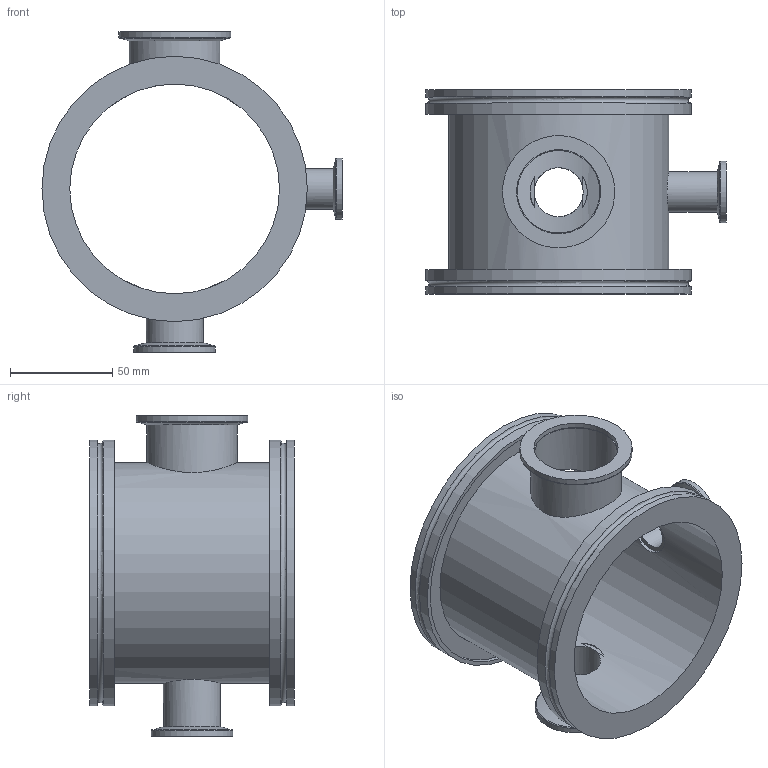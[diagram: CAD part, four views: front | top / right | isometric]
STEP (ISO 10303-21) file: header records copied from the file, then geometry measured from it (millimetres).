
FILE_DESCRIPTION((''),'2;1');
FILE_NAME('PF317210-X.stp','2010-02-26T13:13:41',('MARXMANKEL'),(''),'Autodesk Inventor 2009','Autodesk Inventor 2009','');
FILE_SCHEMA(('AUTOMOTIVE_DESIGN { 1 0 10303 214 1 1 1 1 }'));
Length unit declared in the file: millimetre
Products named in the file (1): PF317210-X
Bounding box: 147 x 100 x 157 mm (x, y, z)
Volume: 184954.2 mm3; surface area: 110515.7 mm2
Topology: 1 solids, 1 shells, 54 faces, 108 edges, 70 vertices
Faces by surface type: cylinder 27, plane 19, torus 3, cone 3, bspline 2
Full cylindrical faces by diameter (mm): 16 x1, 17.2 x1, 20 x2, 24 x1, 26.2 x1, 28 x1, 30 x1, 40 x1, 40.5 x1, 41.2 x1, 44.5 x1, 55 x1, 102.7 x1, 108 x1, 108.5 x2, 126 x2, 130 x4
Entity records: 2066 total; most frequent: CARTESIAN_POINT 990, DIRECTION 210, ORIENTED_EDGE 136, EDGE_LOOP 108, AXIS2_PLACEMENT_3D 102, EDGE_CURVE 68, VERTEX_POINT 62, STYLED_ITEM 55
